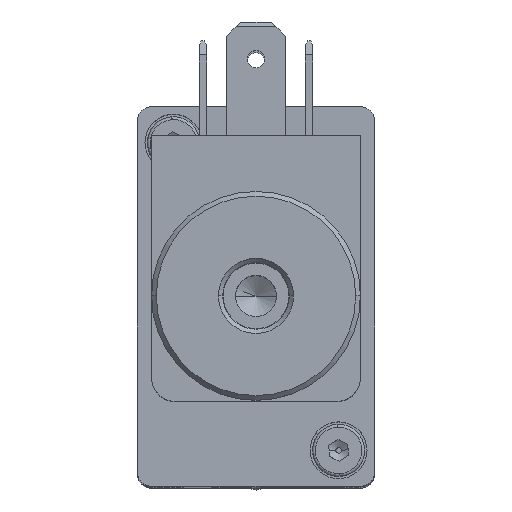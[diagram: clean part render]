
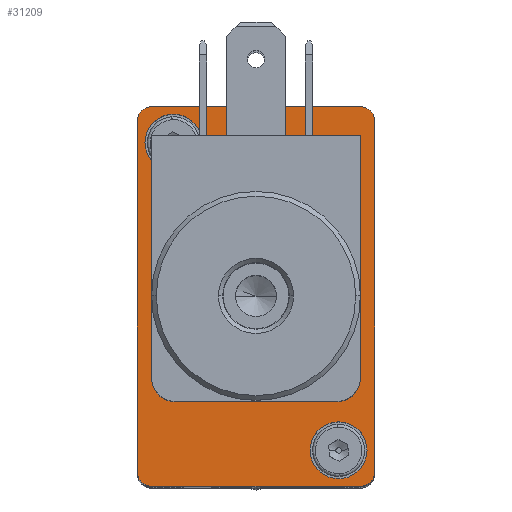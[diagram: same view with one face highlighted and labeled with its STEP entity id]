
A CAD part, top view. The second image highlights one B-rep face of the part: STEP entity #31209.
In plain terms, the highlighted face is planar.
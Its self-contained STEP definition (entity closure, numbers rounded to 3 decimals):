
#23381=CARTESIAN_POINT('',(7.2,25.75,15.2));
#23382=VERTEX_POINT('',#23381);
#23398=CARTESIAN_POINT('',(7.2,25.75,9.2));
#23399=VERTEX_POINT('',#23398);
#23406=CARTESIAN_POINT('',(7.2,25.75,12.2));
#23407=DIRECTION('',(0.0,-1.0,0.0));
#23408=DIRECTION('',(0.0,0.0,1.0));
#23409=AXIS2_PLACEMENT_3D('',#23406,#23407,#23408);
#23410=CIRCLE('',#23409,3.0);
#23411=EDGE_CURVE('',#23382,#23399,#23410,.T.);
#23423=CARTESIAN_POINT('',(-10.2,25.75,-17.2));
#23424=VERTEX_POINT('',#23423);
#23440=CARTESIAN_POINT('',(-10.2,25.75,-23.2));
#23441=VERTEX_POINT('',#23440);
#23448=CARTESIAN_POINT('',(-10.2,25.75,-20.2));
#23449=DIRECTION('',(0.0,-1.0,0.0));
#23450=DIRECTION('',(0.0,0.0,1.0));
#23451=AXIS2_PLACEMENT_3D('',#23448,#23449,#23450);
#23452=CIRCLE('',#23451,3.0);
#23453=EDGE_CURVE('',#23424,#23441,#23452,.T.);
#23465=CARTESIAN_POINT('',(-13.561,25.75,15.561));
#23466=VERTEX_POINT('',#23465);
#23482=CARTESIAN_POINT('',(-12.5,25.75,16.));
#23483=VERTEX_POINT('',#23482);
#23490=CARTESIAN_POINT('',(-12.5,25.75,14.5));
#23491=DIRECTION('',(0.0,-1.,0.0));
#23492=DIRECTION('',(-0.707,0.0,0.707));
#23493=AXIS2_PLACEMENT_3D('',#23490,#23491,#23492);
#23494=CIRCLE('',#23493,1.5);
#23495=EDGE_CURVE('',#23483,#23466,#23494,.T.);
#23507=CARTESIAN_POINT('',(-13.561,25.75,-23.561));
#23508=VERTEX_POINT('',#23507);
#23524=CARTESIAN_POINT('',(-14.0,25.75,-22.5));
#23525=VERTEX_POINT('',#23524);
#23532=CARTESIAN_POINT('',(-12.5,25.75,-22.5));
#23533=DIRECTION('',(0.0,-1.,0.0));
#23534=DIRECTION('',(-0.707,0.0,-0.707));
#23535=AXIS2_PLACEMENT_3D('',#23532,#23533,#23534);
#23536=CIRCLE('',#23535,1.5);
#23537=EDGE_CURVE('',#23525,#23508,#23536,.T.);
#23549=CARTESIAN_POINT('',(10.561,25.75,-23.561));
#23550=VERTEX_POINT('',#23549);
#23566=CARTESIAN_POINT('',(9.5,25.75,-24.0));
#23567=VERTEX_POINT('',#23566);
#23574=CARTESIAN_POINT('',(9.5,25.75,-22.5));
#23575=DIRECTION('',(0.0,-1.,0.0));
#23576=DIRECTION('',(0.707,0.0,-0.707));
#23577=AXIS2_PLACEMENT_3D('',#23574,#23575,#23576);
#23578=CIRCLE('',#23577,1.5);
#23579=EDGE_CURVE('',#23567,#23550,#23578,.T.);
#23591=CARTESIAN_POINT('',(10.561,25.75,15.561));
#23592=VERTEX_POINT('',#23591);
#23608=CARTESIAN_POINT('',(11.0,25.75,14.5));
#23609=VERTEX_POINT('',#23608);
#23616=CARTESIAN_POINT('',(9.5,25.75,14.5));
#23617=DIRECTION('',(0.0,-1.,0.0));
#23618=DIRECTION('',(0.707,0.0,0.707));
#23619=AXIS2_PLACEMENT_3D('',#23616,#23617,#23618);
#23620=CIRCLE('',#23619,1.5);
#23621=EDGE_CURVE('',#23609,#23592,#23620,.T.);
#24319=CARTESIAN_POINT('',(-1.5,25.75,11.));
#24320=VERTEX_POINT('',#24319);
#24336=CARTESIAN_POINT('',(-1.5,25.75,6.));
#24337=VERTEX_POINT('',#24336);
#24344=CARTESIAN_POINT('',(-1.5,25.75,8.5));
#24345=DIRECTION('',(0.0,-1.0,0.0));
#24346=DIRECTION('',(0.0,0.0,1.0));
#24347=AXIS2_PLACEMENT_3D('',#24344,#24345,#24346);
#24348=CIRCLE('',#24347,2.5);
#24349=EDGE_CURVE('',#24320,#24337,#24348,.T.);
#24402=CARTESIAN_POINT('',(7.5,25.75,-4.));
#24403=VERTEX_POINT('',#24402);
#24419=CARTESIAN_POINT('',(-10.5,25.75,-4.));
#24420=VERTEX_POINT('',#24419);
#24427=CARTESIAN_POINT('',(-1.5,25.75,-4.));
#24428=DIRECTION('',(0.0,-1.0,0.0));
#24429=DIRECTION('',(1.0,0.0,0.0));
#24430=AXIS2_PLACEMENT_3D('',#24427,#24428,#24429);
#24431=CIRCLE('',#24430,9.0);
#24432=EDGE_CURVE('',#24403,#24420,#24431,.T.);
#28805=CARTESIAN_POINT('',(9.5,25.75,16.));
#28806=VERTEX_POINT('',#28805);
#28815=CARTESIAN_POINT('',(9.5,25.75,16.));
#28816=DIRECTION('',(-1.0,0.0,0.0));
#28817=VECTOR('',#28816,22.0);
#28818=LINE('',#28815,#28817);
#28819=EDGE_CURVE('',#28806,#23483,#28818,.T.);
#30236=CARTESIAN_POINT('',(-1.5,25.75,-4.));
#30237=DIRECTION('',(0.0,-1.0,0.0));
#30238=DIRECTION('',(1.0,0.0,0.0));
#30239=AXIS2_PLACEMENT_3D('',#30236,#30237,#30238);
#30240=CIRCLE('',#30239,9.0);
#30241=EDGE_CURVE('',#24420,#24403,#30240,.T.);
#30297=CARTESIAN_POINT('',(-1.5,25.75,8.5));
#30298=DIRECTION('',(0.0,-1.0,0.0));
#30299=DIRECTION('',(0.0,0.0,1.0));
#30300=AXIS2_PLACEMENT_3D('',#30297,#30298,#30299);
#30301=CIRCLE('',#30300,2.5);
#30302=EDGE_CURVE('',#24337,#24320,#30301,.T.);
#31105=CARTESIAN_POINT('',(9.5,25.75,14.5));
#31106=DIRECTION('',(0.0,-1.,0.0));
#31107=DIRECTION('',(0.707,0.0,0.707));
#31108=AXIS2_PLACEMENT_3D('',#31105,#31106,#31107);
#31109=CIRCLE('',#31108,1.5);
#31110=EDGE_CURVE('',#23592,#28806,#31109,.T.);
#31123=CARTESIAN_POINT('',(0.,25.75,0.));
#31124=DIRECTION('',(0.0,1.0,0.0));
#31125=DIRECTION('',(0.0,0.0,1.0));
#31126=AXIS2_PLACEMENT_3D('',#31123,#31124,#31125);
#31127=PLANE('',#31126);
#31128=ORIENTED_EDGE('',*,*,#23621,.F.);
#31129=CARTESIAN_POINT('',(11.0,25.75,-22.5));
#31130=VERTEX_POINT('',#31129);
#31131=CARTESIAN_POINT('',(11.0,25.75,-22.5));
#31132=DIRECTION('',(0.0,0.0,1.0));
#31133=VECTOR('',#31132,37.0);
#31134=LINE('',#31131,#31133);
#31135=EDGE_CURVE('',#31130,#23609,#31134,.T.);
#31136=ORIENTED_EDGE('',*,*,#31135,.F.);
#31137=CARTESIAN_POINT('',(9.5,25.75,-22.5));
#31138=DIRECTION('',(0.0,-1.,0.0));
#31139=DIRECTION('',(0.707,0.0,-0.707));
#31140=AXIS2_PLACEMENT_3D('',#31137,#31138,#31139);
#31141=CIRCLE('',#31140,1.5);
#31142=EDGE_CURVE('',#23550,#31130,#31141,.T.);
#31143=ORIENTED_EDGE('',*,*,#31142,.F.);
#31144=ORIENTED_EDGE('',*,*,#23579,.F.);
#31145=CARTESIAN_POINT('',(-12.5,25.75,-24.0));
#31146=VERTEX_POINT('',#31145);
#31147=CARTESIAN_POINT('',(-12.5,25.75,-24.0));
#31148=DIRECTION('',(1.0,0.0,0.0));
#31149=VECTOR('',#31148,22.0);
#31150=LINE('',#31147,#31149);
#31151=EDGE_CURVE('',#31146,#23567,#31150,.T.);
#31152=ORIENTED_EDGE('',*,*,#31151,.F.);
#31153=CARTESIAN_POINT('',(-12.5,25.75,-22.5));
#31154=DIRECTION('',(0.0,-1.,0.0));
#31155=DIRECTION('',(-0.707,0.0,-0.707));
#31156=AXIS2_PLACEMENT_3D('',#31153,#31154,#31155);
#31157=CIRCLE('',#31156,1.5);
#31158=EDGE_CURVE('',#23508,#31146,#31157,.T.);
#31159=ORIENTED_EDGE('',*,*,#31158,.F.);
#31160=ORIENTED_EDGE('',*,*,#23537,.F.);
#31161=CARTESIAN_POINT('',(-14.0,25.75,14.5));
#31162=VERTEX_POINT('',#31161);
#31163=CARTESIAN_POINT('',(-14.0,25.75,14.5));
#31164=DIRECTION('',(0.0,0.0,-1.0));
#31165=VECTOR('',#31164,37.0);
#31166=LINE('',#31163,#31165);
#31167=EDGE_CURVE('',#31162,#23525,#31166,.T.);
#31168=ORIENTED_EDGE('',*,*,#31167,.F.);
#31169=CARTESIAN_POINT('',(-12.5,25.75,14.5));
#31170=DIRECTION('',(0.0,-1.,0.0));
#31171=DIRECTION('',(-0.707,0.0,0.707));
#31172=AXIS2_PLACEMENT_3D('',#31169,#31170,#31171);
#31173=CIRCLE('',#31172,1.5);
#31174=EDGE_CURVE('',#23466,#31162,#31173,.T.);
#31175=ORIENTED_EDGE('',*,*,#31174,.F.);
#31176=ORIENTED_EDGE('',*,*,#23495,.F.);
#31177=ORIENTED_EDGE('',*,*,#28819,.F.);
#31178=ORIENTED_EDGE('',*,*,#31110,.F.);
#31179=EDGE_LOOP('',(#31128,#31136,#31143,#31144,#31152,#31159,#31160,#31168,#31175,#31176,#31177,#31178));
#31180=FACE_OUTER_BOUND('',#31179,.T.);
#31181=ORIENTED_EDGE('',*,*,#24432,.T.);
#31182=ORIENTED_EDGE('',*,*,#30241,.T.);
#31183=EDGE_LOOP('',(#31181,#31182));
#31184=FACE_BOUND('',#31183,.T.);
#31185=ORIENTED_EDGE('',*,*,#24349,.T.);
#31186=ORIENTED_EDGE('',*,*,#30302,.T.);
#31187=EDGE_LOOP('',(#31185,#31186));
#31188=FACE_BOUND('',#31187,.T.);
#31189=ORIENTED_EDGE('',*,*,#23453,.T.);
#31190=CARTESIAN_POINT('',(-10.2,25.75,-20.2));
#31191=DIRECTION('',(0.0,-1.0,0.0));
#31192=DIRECTION('',(0.0,0.0,1.0));
#31193=AXIS2_PLACEMENT_3D('',#31190,#31191,#31192);
#31194=CIRCLE('',#31193,3.0);
#31195=EDGE_CURVE('',#23441,#23424,#31194,.T.);
#31196=ORIENTED_EDGE('',*,*,#31195,.T.);
#31197=EDGE_LOOP('',(#31189,#31196));
#31198=FACE_BOUND('',#31197,.T.);
#31199=ORIENTED_EDGE('',*,*,#23411,.T.);
#31200=CARTESIAN_POINT('',(7.2,25.75,12.2));
#31201=DIRECTION('',(0.0,-1.0,0.0));
#31202=DIRECTION('',(0.0,0.0,1.0));
#31203=AXIS2_PLACEMENT_3D('',#31200,#31201,#31202);
#31204=CIRCLE('',#31203,3.0);
#31205=EDGE_CURVE('',#23399,#23382,#31204,.T.);
#31206=ORIENTED_EDGE('',*,*,#31205,.T.);
#31207=EDGE_LOOP('',(#31199,#31206));
#31208=FACE_BOUND('',#31207,.T.);
#31209=ADVANCED_FACE('',(#31180,#31184,#31188,#31198,#31208),#31127,.T.);
